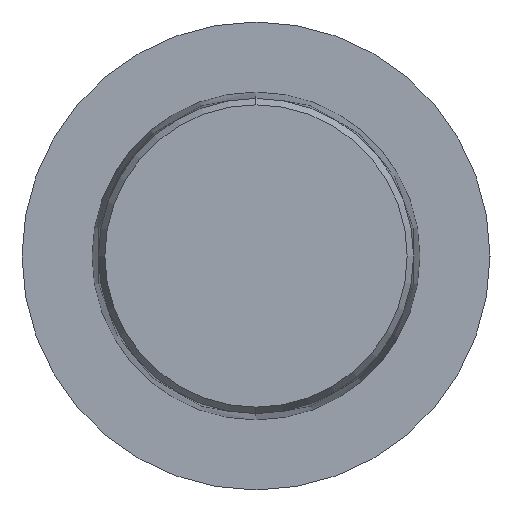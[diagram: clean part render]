
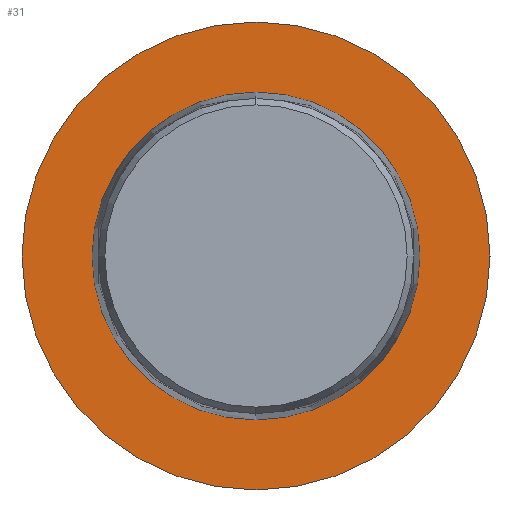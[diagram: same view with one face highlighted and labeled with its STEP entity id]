
A CAD part, left-side view. The second image highlights one B-rep face of the part: STEP entity #31.
In plain terms, the highlighted planar face has unit normal (-1, 0, 0).
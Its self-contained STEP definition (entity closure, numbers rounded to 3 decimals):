
#1 = CARTESIAN_POINT ( 'NONE',  ( 0., 0., -31.5 ) ) ;
#2 = FACE_OUTER_BOUND ( 'NONE', #254, .T. ) ;
#6 = AXIS2_PLACEMENT_3D ( 'NONE', #106, #355, #108 ) ;
#18 = VERTEX_POINT ( 'NONE', #55 ) ;
#26 = PLANE ( 'NONE',  #48 ) ;
#27 = DIRECTION ( 'NONE',  ( -1., 0., 0. ) ) ;
#31 = ADVANCED_FACE ( 'NONE', ( #191, #2 ), #26, .F. ) ;
#41 = AXIS2_PLACEMENT_3D ( 'NONE', #135, #27, #195 ) ;
#46 = EDGE_LOOP ( 'NONE', ( #165, #326 ) ) ;
#48 = AXIS2_PLACEMENT_3D ( 'NONE', #223, #221, #283 ) ;
#55 = CARTESIAN_POINT ( 'NONE',  ( 0., 0., 31.5 ) ) ;
#57 = EDGE_CURVE ( 'NONE', #72, #18, #92, .T. ) ;
#60 = CIRCLE ( 'NONE', #265, 22.071 ) ;
#72 = VERTEX_POINT ( 'NONE', #1 ) ;
#92 = CIRCLE ( 'NONE', #141, 31.5 ) ;
#105 = EDGE_CURVE ( 'NONE', #18, #72, #153, .T. ) ;
#106 = CARTESIAN_POINT ( 'NONE',  ( 0., 0., 0. ) ) ;
#108 = DIRECTION ( 'NONE',  ( 0., 0., 1. ) ) ;
#110 = VERTEX_POINT ( 'NONE', #250 ) ;
#122 = EDGE_CURVE ( 'NONE', #247, #110, #354, .T. ) ;
#123 = ORIENTED_EDGE ( 'NONE', *, *, #57, .T. ) ;
#135 = CARTESIAN_POINT ( 'NONE',  ( 0., 0., 0. ) ) ;
#141 = AXIS2_PLACEMENT_3D ( 'NONE', #194, #281, #310 ) ;
#150 = CARTESIAN_POINT ( 'NONE',  ( 0., 0., 0. ) ) ;
#153 = CIRCLE ( 'NONE', #41, 31.5 ) ;
#165 = ORIENTED_EDGE ( 'NONE', *, *, #255, .F. ) ;
#175 = DIRECTION ( 'NONE',  ( -1., 0., 0. ) ) ;
#191 = FACE_BOUND ( 'NONE', #46, .T. ) ;
#194 = CARTESIAN_POINT ( 'NONE',  ( 0., 0., 0. ) ) ;
#195 = DIRECTION ( 'NONE',  ( 0., 0., 1. ) ) ;
#204 = DIRECTION ( 'NONE',  ( 0., 0., 1. ) ) ;
#214 = ORIENTED_EDGE ( 'NONE', *, *, #105, .T. ) ;
#221 = DIRECTION ( 'NONE',  ( 1., 0., 0. ) ) ;
#223 = CARTESIAN_POINT ( 'NONE',  ( 0., 31.5, 0. ) ) ;
#234 = CARTESIAN_POINT ( 'NONE',  ( 0., 0., -22.071 ) ) ;
#247 = VERTEX_POINT ( 'NONE', #234 ) ;
#250 = CARTESIAN_POINT ( 'NONE',  ( 0., 0., 22.071 ) ) ;
#254 = EDGE_LOOP ( 'NONE', ( #214, #123 ) ) ;
#255 = EDGE_CURVE ( 'NONE', #110, #247, #60, .T. ) ;
#265 = AXIS2_PLACEMENT_3D ( 'NONE', #150, #175, #204 ) ;
#281 = DIRECTION ( 'NONE',  ( -1., 0., 0. ) ) ;
#283 = DIRECTION ( 'NONE',  ( 0., 1., 0. ) ) ;
#310 = DIRECTION ( 'NONE',  ( 0., 0., 1. ) ) ;
#326 = ORIENTED_EDGE ( 'NONE', *, *, #122, .F. ) ;
#354 = CIRCLE ( 'NONE', #6, 22.071 ) ;
#355 = DIRECTION ( 'NONE',  ( -1., 0., 0. ) ) ;
